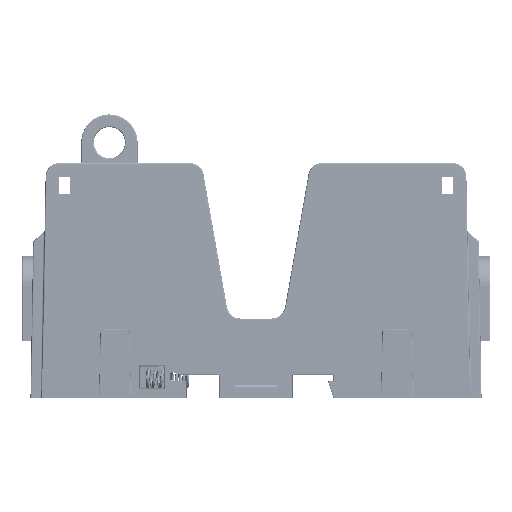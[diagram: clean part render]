
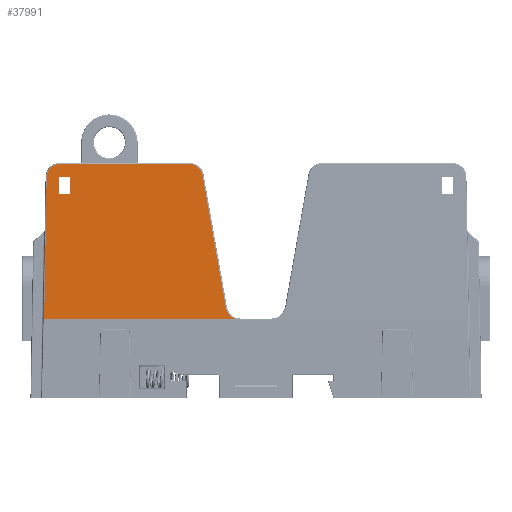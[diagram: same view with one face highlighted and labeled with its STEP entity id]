
A CAD part, front view. The second image highlights one B-rep face of the part: STEP entity #37991.
In plain terms, the highlighted planar face has unit normal (0, -1, 0.009).
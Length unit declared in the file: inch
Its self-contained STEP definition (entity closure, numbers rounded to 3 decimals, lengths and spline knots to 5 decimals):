
#187 = CARTESIAN_POINT ( 'NONE',  ( -0.18599, -0.59, 0.70003 ) ) ;
#398 = FACE_OUTER_BOUND ( 'NONE', #23314, .T. ) ;
#542 = CARTESIAN_POINT ( 'NONE',  ( -0.18598, -0.59, 0.70004 ) ) ;
#3917 = CARTESIAN_POINT ( 'NONE',  ( -1.88778, -0.58036, 1.805 ) ) ;
#4473 = CARTESIAN_POINT ( 'NONE',  ( -0.58822, -0.57804, 2.07009 ) ) ;
#4978 = EDGE_CURVE ( 'NONE', #55127, #53769, #18729, .T. ) ;
#5838 = DIRECTION ( 'NONE',  ( -0.174, 0.009, 0.985 ) ) ;
#6945 = VECTOR ( 'NONE', #5838, 39.37008 ) ;
#7184 = CARTESIAN_POINT ( 'NONE',  ( -1.9, -0.59, 0.7 ) ) ;
#8659 = LINE ( 'NONE', #41425, #44109 ) ;
#9167 = AXIS2_PLACEMENT_3D ( 'NONE', #56126, #37773, #34389 ) ;
#9290 = ORIENTED_EDGE ( 'NONE', *, *, #11972, .T. ) ;
#9499 = CARTESIAN_POINT ( 'NONE',  ( -0.58822, -0.57804, 2.07009 ) ) ;
#9530 = CARTESIAN_POINT ( 'NONE',  ( -1.88778, -0.57905, 1.955 ) ) ;
#10534 = EDGE_CURVE ( 'NONE', #11882, #50615, #17642, .T. ) ;
#11210 = CARTESIAN_POINT ( 'NONE',  ( -0.26806, -0.58911, 0.80164 ) ) ;
#11871 = LINE ( 'NONE', #34042, #6945 ) ;
#11882 = VERTEX_POINT ( 'NONE', #13802 ) ;
#11972 = EDGE_CURVE ( 'NONE', #29551, #46995, #53563, .T. ) ;
#12722 = ORIENTED_EDGE ( 'NONE', *, *, #4978, .T. ) ;
#13683 = CARTESIAN_POINT ( 'NONE',  ( -0.1861, -0.59, 0.7 ) ) ;
#13802 = CARTESIAN_POINT ( 'NONE',  ( -1.74086, -0.57804, 2.07009 ) ) ;
#14097 = CARTESIAN_POINT ( 'NONE',  ( -0.4851, -0.57837, 2.03256 ) ) ;
#14599 = CARTESIAN_POINT ( 'NONE',  ( -0.18604, -0.59, 0.7 ) ) ;
#14907 = CARTESIAN_POINT ( 'NONE',  ( -0.186, -0.59, 0.70001 ) ) ;
#15294 = VECTOR ( 'NONE', #22318, 39.37008 ) ;
#16538 = EDGE_CURVE ( 'NONE', #45623, #29551, #11871, .T. ) ;
#17642 =( BOUNDED_CURVE ( )  B_SPLINE_CURVE ( 3, ( #29792, #30391, #43579, #53952 ),
 .UNSPECIFIED., .F., .F. ) 
 B_SPLINE_CURVE_WITH_KNOTS ( ( 4, 4 ),
 ( 3.14159, 4.69494 ),
 .UNSPECIFIED. ) 
 CURVE ( )  GEOMETRIC_REPRESENTATION_ITEM ( )  RATIONAL_B_SPLINE_CURVE ( ( 1., 0.809, 0.809, 1. ) ) 
 REPRESENTATION_ITEM ( '' )  );
#17733 = LINE ( 'NONE', #3917, #15294 ) ;
#18137 = EDGE_LOOP ( 'NONE', ( #45947, #12722, #31444, #53509 ) ) ;
#18729 = LINE ( 'NONE', #42571, #36016 ) ;
#18898 = CARTESIAN_POINT ( 'NONE',  ( -0.18598, -0.59, 0.70003 ) ) ;
#18981 = CARTESIAN_POINT ( 'NONE',  ( -1.85584, -0.57903, 1.95709 ) ) ;
#19963 = VERTEX_POINT ( 'NONE', #59755 ) ;
#21198 = VECTOR ( 'NONE', #31079, 39.37008 ) ;
#21245 = EDGE_CURVE ( 'NONE', #53769, #43587, #47786, .T. ) ;
#22318 = DIRECTION ( 'NONE',  ( -1., 0., 0. ) ) ;
#22771 = FACE_BOUND ( 'NONE', #18137, .T. ) ;
#22874 = CARTESIAN_POINT ( 'NONE',  ( -0.18599, -0.59, 0.70002 ) ) ;
#23185 = CARTESIAN_POINT ( 'NONE',  ( -0.18609, -0.59, 0.7 ) ) ;
#23314 = EDGE_LOOP ( 'NONE', ( #41389, #56226, #53384, #54672, #9290, #25873, #32132, #47698 ) ) ;
#24052 = CARTESIAN_POINT ( 'NONE',  ( -1.75, -0.58036, 1.805 ) ) ;
#25873 = ORIENTED_EDGE ( 'NONE', *, *, #26463, .T. ) ;
#25907 = CARTESIAN_POINT ( 'NONE',  ( -0.22997, -0.58984, 0.71793 ) ) ;
#26463 = EDGE_CURVE ( 'NONE', #46995, #11882, #8659, .T. ) ;
#27628 = CARTESIAN_POINT ( 'NONE',  ( -1.87778, -0.59, 0.69983 ) ) ;
#28041 = EDGE_CURVE ( 'NONE', #50615, #53739, #31909, .T. ) ;
#28976 = CARTESIAN_POINT ( 'NONE',  ( -0.18602, -0.59, 0.70001 ) ) ;
#29000 = EDGE_CURVE ( 'NONE', #51212, #58928, #58165, .T. ) ;
#29551 = VERTEX_POINT ( 'NONE', #55407 ) ;
#29781 = CARTESIAN_POINT ( 'NONE',  ( -1.65, -0.59, 0.7 ) ) ;
#29792 = CARTESIAN_POINT ( 'NONE',  ( -1.74086, -0.57804, 2.07009 ) ) ;
#30253 = EDGE_CURVE ( 'NONE', #58928, #45623, #48377, .T. ) ;
#30329 = CARTESIAN_POINT ( 'NONE',  ( -1.87778, -0.59, 0.7 ) ) ;
#30391 = CARTESIAN_POINT ( 'NONE',  ( -1.80729, -0.57804, 2.07009 ) ) ;
#31079 = DIRECTION ( 'NONE',  ( 1., 0., 0. ) ) ;
#31444 = ORIENTED_EDGE ( 'NONE', *, *, #21245, .T. ) ;
#31909 = LINE ( 'NONE', #27628, #46171 ) ;
#32132 = ORIENTED_EDGE ( 'NONE', *, *, #10534, .T. ) ;
#32370 = CARTESIAN_POINT ( 'NONE',  ( -0.18598, -0.59, 0.70003 ) ) ;
#33288 = CARTESIAN_POINT ( 'NONE',  ( -0.186, -0.59, 0.70002 ) ) ;
#33722 = VECTOR ( 'NONE', #43260, 39.37008 ) ;
#34042 = CARTESIAN_POINT ( 'NONE',  ( -0.29952, -0.58756, 0.98003 ) ) ;
#34389 = DIRECTION ( 'NONE',  ( 0., -0.009, -1. ) ) ;
#34490 = CARTESIAN_POINT ( 'NONE',  ( -0.25981, -0.58952, 0.75488 ) ) ;
#35888 = DIRECTION ( 'NONE',  ( -0.017, -0.009, -1. ) ) ;
#36016 = VECTOR ( 'NONE', #37687, 39.37008 ) ;
#37451 = PLANE ( 'NONE',  #9167 ) ;
#37555 = CARTESIAN_POINT ( 'NONE',  ( -0.18598, -0.59, 0.70003 ) ) ;
#37687 = DIRECTION ( 'NONE',  ( 0., 0.009, 1. ) ) ;
#37773 = DIRECTION ( 'NONE',  ( 0., -1., 0.009 ) ) ;
#37991 = ADVANCED_FACE ( 'NONE', ( #22771, #398 ), #37451, .T. ) ;
#39146 = EDGE_CURVE ( 'NONE', #43587, #19963, #48165, .T. ) ;
#41389 = ORIENTED_EDGE ( 'NONE', *, *, #42108, .T. ) ;
#41425 = CARTESIAN_POINT ( 'NONE',  ( -1.74086, -0.57804, 2.07009 ) ) ;
#41535 = CARTESIAN_POINT ( 'NONE',  ( -0.18598, -0.59, 0.70004 ) ) ;
#41902 = CARTESIAN_POINT ( 'NONE',  ( -0.1861, -0.59, 0.7 ) ) ;
#42108 = EDGE_CURVE ( 'NONE', #53739, #51212, #54336, .T. ) ;
#42571 = CARTESIAN_POINT ( 'NONE',  ( -1.75, -0.59, 0.7 ) ) ;
#43260 = DIRECTION ( 'NONE',  ( 0., -0.009, -1. ) ) ;
#43579 = CARTESIAN_POINT ( 'NONE',  ( -1.85468, -0.57845, 2.02352 ) ) ;
#43587 = VERTEX_POINT ( 'NONE', #57988 ) ;
#44109 = VECTOR ( 'NONE', #53991, 39.37008 ) ;
#45623 = VERTEX_POINT ( 'NONE', #57744 ) ;
#45947 = ORIENTED_EDGE ( 'NONE', *, *, #58813, .T. ) ;
#46171 = VECTOR ( 'NONE', #35888, 39.37008 ) ;
#46995 = VERTEX_POINT ( 'NONE', #4473 ) ;
#47698 = ORIENTED_EDGE ( 'NONE', *, *, #28041, .T. ) ;
#47786 = LINE ( 'NONE', #9530, #57736 ) ;
#48165 = LINE ( 'NONE', #29781, #33722 ) ;
#48377 =( BOUNDED_CURVE ( )  B_SPLINE_CURVE ( 3, ( #57762, #25907, #34490, #11210 ),
 .UNSPECIFIED., .F., .F. ) 
 B_SPLINE_CURVE_WITH_KNOTS ( ( 4, 4 ),
 ( 0.38634, 1.39626 ),
 .UNSPECIFIED. ) 
 CURVE ( )  GEOMETRIC_REPRESENTATION_ITEM ( )  RATIONAL_B_SPLINE_CURVE ( ( 1., 0.917, 0.917, 1. ) ) 
 REPRESENTATION_ITEM ( '' )  );
#49001 = CARTESIAN_POINT ( 'NONE',  ( -1.75, -0.57905, 1.955 ) ) ;
#50615 = VERTEX_POINT ( 'NONE', #18981 ) ;
#51212 = VERTEX_POINT ( 'NONE', #41902 ) ;
#51320 = CARTESIAN_POINT ( 'NONE',  ( -0.18603, -0.59, 0.70001 ) ) ;
#51435 = CARTESIAN_POINT ( 'NONE',  ( -0.52983, -0.57804, 2.07009 ) ) ;
#53384 = ORIENTED_EDGE ( 'NONE', *, *, #30253, .T. ) ;
#53509 = ORIENTED_EDGE ( 'NONE', *, *, #39146, .T. ) ;
#53563 =( BOUNDED_CURVE ( )  B_SPLINE_CURVE ( 3, ( #56040, #14097, #51435, #9499 ),
 .UNSPECIFIED., .F., .T. ) 
 B_SPLINE_CURVE_WITH_KNOTS ( ( 4, 4 ),
 ( 1.74533, 3.14159 ),
 .UNSPECIFIED. ) 
 CURVE ( )  GEOMETRIC_REPRESENTATION_ITEM ( )  RATIONAL_B_SPLINE_CURVE ( ( 1., 0.844, 0.844, 1. ) ) 
 REPRESENTATION_ITEM ( '' )  );
#53739 = VERTEX_POINT ( 'NONE', #30329 ) ;
#53769 = VERTEX_POINT ( 'NONE', #49001 ) ;
#53952 = CARTESIAN_POINT ( 'NONE',  ( -1.85584, -0.57903, 1.95709 ) ) ;
#53991 = DIRECTION ( 'NONE',  ( -1., 0., 0. ) ) ;
#54336 = LINE ( 'NONE', #7184, #21198 ) ;
#54672 = ORIENTED_EDGE ( 'NONE', *, *, #16538, .T. ) ;
#55127 = VERTEX_POINT ( 'NONE', #24052 ) ;
#55407 = CARTESIAN_POINT ( 'NONE',  ( -0.47497, -0.57887, 1.97506 ) ) ;
#55924 = CARTESIAN_POINT ( 'NONE',  ( -0.18601, -0.59, 0.70001 ) ) ;
#56040 = CARTESIAN_POINT ( 'NONE',  ( -0.47497, -0.57887, 1.97506 ) ) ;
#56126 = CARTESIAN_POINT ( 'NONE',  ( -1.88778, -0.59, 0.7 ) ) ;
#56226 = ORIENTED_EDGE ( 'NONE', *, *, #29000, .T. ) ;
#56377 = DIRECTION ( 'NONE',  ( 1., 0., 0. ) ) ;
#56531 = CARTESIAN_POINT ( 'NONE',  ( -0.18606, -0.59, 0.7 ) ) ;
#56835 = CARTESIAN_POINT ( 'NONE',  ( -0.18607, -0.59, 0.7 ) ) ;
#57736 = VECTOR ( 'NONE', #56377, 39.37008 ) ;
#57744 = CARTESIAN_POINT ( 'NONE',  ( -0.26806, -0.58911, 0.80164 ) ) ;
#57762 = CARTESIAN_POINT ( 'NONE',  ( -0.18598, -0.59, 0.70004 ) ) ;
#57988 = CARTESIAN_POINT ( 'NONE',  ( -1.65, -0.57905, 1.955 ) ) ;
#58165 = B_SPLINE_CURVE_WITH_KNOTS ( 'NONE', 3,
 ( #13683, #23185, #56835, #56531, #14599, #51320, #28976, #55924, #14907, #33288, #22874, #187, #18898, #37555, #32370, #41535 ),
 .UNSPECIFIED., .F., .F.,
 ( 4, 3, 3, 3, 3, 4 ),
 ( 0., 0., 0., 0., 0., 0. ),
 .UNSPECIFIED. ) ;
#58813 = EDGE_CURVE ( 'NONE', #19963, #55127, #17733, .T. ) ;
#58928 = VERTEX_POINT ( 'NONE', #542 ) ;
#59755 = CARTESIAN_POINT ( 'NONE',  ( -1.65, -0.58036, 1.805 ) ) ;
